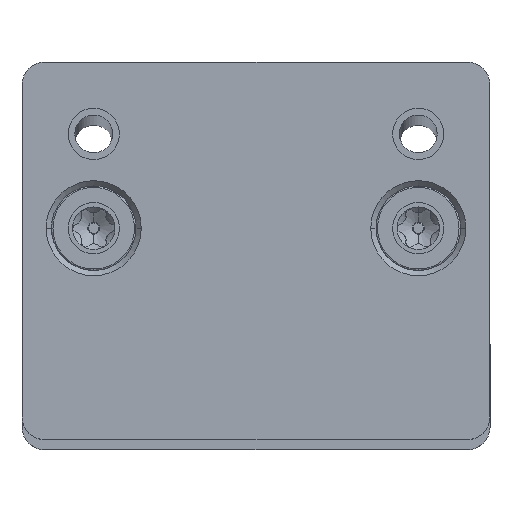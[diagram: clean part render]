
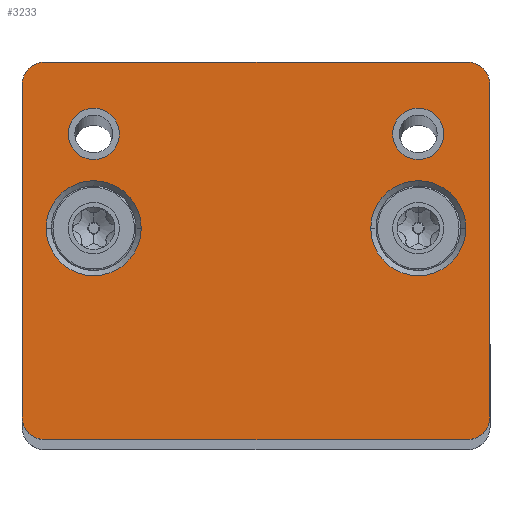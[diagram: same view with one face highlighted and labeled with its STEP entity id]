
A CAD part, top view. The second image highlights one B-rep face of the part: STEP entity #3233.
In plain terms, the highlighted face is planar.
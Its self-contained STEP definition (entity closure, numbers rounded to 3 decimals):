
#88 = CARTESIAN_POINT ( 'NONE',  ( 14., 195., 12.5 ) ) ;
#485 = EDGE_CURVE ( 'NONE', #12617, #19928, #20218, .T. ) ;
#542 = DIRECTION ( 'NONE',  ( 0., 1., 0. ) ) ;
#570 = EDGE_CURVE ( 'NONE', #19928, #12617, #1643, .T. ) ;
#607 = CARTESIAN_POINT ( 'NONE',  ( 15.5, 195., -11. ) ) ;
#634 = CARTESIAN_POINT ( 'NONE',  ( 14., 195., -12.5 ) ) ;
#720 = EDGE_CURVE ( 'NONE', #8600, #4745, #9693, .T. ) ;
#852 = VERTEX_POINT ( 'NONE', #7760 ) ;
#859 = DIRECTION ( 'NONE',  ( -1., 0., 0. ) ) ;
#991 = CARTESIAN_POINT ( 'NONE',  ( 13.9, 195., -1.5 ) ) ;
#1348 = CARTESIAN_POINT ( 'NONE',  ( 10.75, 195., -7.75 ) ) ;
#1410 = VERTEX_POINT ( 'NONE', #88 ) ;
#1643 = CIRCLE ( 'NONE', #2761, 3.15 ) ;
#1684 = CARTESIAN_POINT ( 'NONE',  ( 15.5, 195., 11. ) ) ;
#1803 = DIRECTION ( 'NONE',  ( 0., 1., 0. ) ) ;
#1886 = ORIENTED_EDGE ( 'NONE', *, *, #4178, .F. ) ;
#2051 = VECTOR ( 'NONE', #16127, 1000. ) ;
#2088 = PLANE ( 'NONE',  #17711 ) ;
#2116 = CARTESIAN_POINT ( 'NONE',  ( -14., 195., 11. ) ) ;
#2126 = EDGE_LOOP ( 'NONE', ( #14916, #6998 ) ) ;
#2558 = EDGE_CURVE ( 'NONE', #8987, #5315, #12362, .T. ) ;
#2696 = EDGE_LOOP ( 'NONE', ( #10787, #9365 ) ) ;
#2761 = AXIS2_PLACEMENT_3D ( 'NONE', #10117, #15241, #17060 ) ;
#2846 = CARTESIAN_POINT ( 'NONE',  ( -10.75, 195., -1.5 ) ) ;
#2922 = CARTESIAN_POINT ( 'NONE',  ( 7.6, 195., -1.5 ) ) ;
#3038 = EDGE_CURVE ( 'NONE', #1410, #20676, #4056, .T. ) ;
#3233 = ADVANCED_FACE ( 'NONE', ( #6771, #22370, #17458, #12000, #13694 ), #2088, .T. ) ;
#3368 = DIRECTION ( 'NONE',  ( 1., 0., 0. ) ) ;
#3445 = CARTESIAN_POINT ( 'NONE',  ( -15.5, 195., -12.5 ) ) ;
#3482 = EDGE_LOOP ( 'NONE', ( #21095, #5727, #14547, #17828, #11214, #18230, #5493, #15617 ) ) ;
#3878 = DIRECTION ( 'NONE',  ( -1., 0., 0. ) ) ;
#4056 = LINE ( 'NONE', #11226, #2051 ) ;
#4104 = CARTESIAN_POINT ( 'NONE',  ( 10.75, 195., -1.5 ) ) ;
#4178 = EDGE_CURVE ( 'NONE', #852, #18501, #19997, .T. ) ;
#4211 = AXIS2_PLACEMENT_3D ( 'NONE', #2846, #16516, #6163 ) ;
#4436 = DIRECTION ( 'NONE',  ( 0., 1., 0. ) ) ;
#4602 = EDGE_CURVE ( 'NONE', #7029, #19725, #11992, .T. ) ;
#4745 = VERTEX_POINT ( 'NONE', #13582 ) ;
#4915 = EDGE_CURVE ( 'NONE', #6586, #22523, #15745, .T. ) ;
#4948 = DIRECTION ( 'NONE',  ( 0., 1., 0. ) ) ;
#5315 = VERTEX_POINT ( 'NONE', #2922 ) ;
#5420 = DIRECTION ( 'NONE',  ( -1., 0., 0. ) ) ;
#5427 = DIRECTION ( 'NONE',  ( -1., 0., 0. ) ) ;
#5493 = ORIENTED_EDGE ( 'NONE', *, *, #3038, .F. ) ;
#5727 = ORIENTED_EDGE ( 'NONE', *, *, #4602, .T. ) ;
#6067 = ORIENTED_EDGE ( 'NONE', *, *, #720, .F. ) ;
#6163 = DIRECTION ( 'NONE',  ( -1., 0., 0. ) ) ;
#6271 = VECTOR ( 'NONE', #3368, 1000. ) ;
#6433 = AXIS2_PLACEMENT_3D ( 'NONE', #2116, #18160, #14284 ) ;
#6586 = VERTEX_POINT ( 'NONE', #16396 ) ;
#6735 = EDGE_CURVE ( 'NONE', #8072, #19725, #13720, .T. ) ;
#6766 = CARTESIAN_POINT ( 'NONE',  ( -9.05, 195., -7.75 ) ) ;
#6771 = FACE_OUTER_BOUND ( 'NONE', #3482, .T. ) ;
#6773 = AXIS2_PLACEMENT_3D ( 'NONE', #10469, #1803, #8766 ) ;
#6936 = DIRECTION ( 'NONE',  ( -1., 0., 0. ) ) ;
#6998 = ORIENTED_EDGE ( 'NONE', *, *, #485, .F. ) ;
#7029 = VERTEX_POINT ( 'NONE', #607 ) ;
#7127 = DIRECTION ( 'NONE',  ( 0., 1., 0. ) ) ;
#7303 = VECTOR ( 'NONE', #22599, 1000. ) ;
#7546 = DIRECTION ( 'NONE',  ( 0., 0., 1. ) ) ;
#7760 = CARTESIAN_POINT ( 'NONE',  ( -12.45, 195., -7.75 ) ) ;
#7918 = CARTESIAN_POINT ( 'NONE',  ( -14., 195., 12.5 ) ) ;
#8072 = VERTEX_POINT ( 'NONE', #12098 ) ;
#8596 = CIRCLE ( 'NONE', #20946, 3.15 ) ;
#8600 = VERTEX_POINT ( 'NONE', #15380 ) ;
#8766 = DIRECTION ( 'NONE',  ( -1., 0., 0. ) ) ;
#8972 = DIRECTION ( 'NONE',  ( 0., 1., 0. ) ) ;
#8987 = VERTEX_POINT ( 'NONE', #991 ) ;
#9365 = ORIENTED_EDGE ( 'NONE', *, *, #2558, .F. ) ;
#9444 = AXIS2_PLACEMENT_3D ( 'NONE', #17220, #4948, #19050 ) ;
#9693 = CIRCLE ( 'NONE', #6773, 1.7 ) ;
#9923 = DIRECTION ( 'NONE',  ( -1., 0., 0. ) ) ;
#10117 = CARTESIAN_POINT ( 'NONE',  ( -10.75, 195., -1.5 ) ) ;
#10185 = AXIS2_PLACEMENT_3D ( 'NONE', #4104, #542, #3878 ) ;
#10469 = CARTESIAN_POINT ( 'NONE',  ( 10.75, 195., -7.75 ) ) ;
#10787 = ORIENTED_EDGE ( 'NONE', *, *, #18126, .F. ) ;
#11034 = AXIS2_PLACEMENT_3D ( 'NONE', #18138, #20405, #16531 ) ;
#11189 = EDGE_CURVE ( 'NONE', #8072, #22523, #22312, .T. ) ;
#11214 = ORIENTED_EDGE ( 'NONE', *, *, #4915, .F. ) ;
#11226 = CARTESIAN_POINT ( 'NONE',  ( -15.5, 195., 12.5 ) ) ;
#11322 = AXIS2_PLACEMENT_3D ( 'NONE', #14771, #4436, #859 ) ;
#11992 = CIRCLE ( 'NONE', #13100, 1.5 ) ;
#12000 = FACE_BOUND ( 'NONE', #2696, .T. ) ;
#12098 = CARTESIAN_POINT ( 'NONE',  ( -14., 195., -12.5 ) ) ;
#12362 = CIRCLE ( 'NONE', #10185, 3.15 ) ;
#12481 = CARTESIAN_POINT ( 'NONE',  ( 10.75, 195., -1.5 ) ) ;
#12617 = VERTEX_POINT ( 'NONE', #15310 ) ;
#13100 = AXIS2_PLACEMENT_3D ( 'NONE', #19341, #8972, #6936 ) ;
#13153 = EDGE_CURVE ( 'NONE', #7029, #21899, #16186, .T. ) ;
#13274 = VECTOR ( 'NONE', #7546, 1000. ) ;
#13582 = CARTESIAN_POINT ( 'NONE',  ( 9.05, 195., -7.75 ) ) ;
#13694 = FACE_BOUND ( 'NONE', #2126, .T. ) ;
#13720 = LINE ( 'NONE', #17254, #6271 ) ;
#13825 = CIRCLE ( 'NONE', #11322, 1.7 ) ;
#14049 = CARTESIAN_POINT ( 'NONE',  ( 14., 195., 11. ) ) ;
#14284 = DIRECTION ( 'NONE',  ( -1., 0., 0. ) ) ;
#14547 = ORIENTED_EDGE ( 'NONE', *, *, #6735, .F. ) ;
#14771 = CARTESIAN_POINT ( 'NONE',  ( -10.75, 195., -7.75 ) ) ;
#14916 = ORIENTED_EDGE ( 'NONE', *, *, #570, .F. ) ;
#15143 = DIRECTION ( 'NONE',  ( 0., 1., 0. ) ) ;
#15241 = DIRECTION ( 'NONE',  ( 0., 1., 0. ) ) ;
#15310 = CARTESIAN_POINT ( 'NONE',  ( -7.6, 195., -1.5 ) ) ;
#15380 = CARTESIAN_POINT ( 'NONE',  ( 12.45, 195., -7.75 ) ) ;
#15525 = CIRCLE ( 'NONE', #18462, 1.7 ) ;
#15617 = ORIENTED_EDGE ( 'NONE', *, *, #18803, .T. ) ;
#15745 = LINE ( 'NONE', #3445, #7303 ) ;
#15832 = EDGE_LOOP ( 'NONE', ( #21426, #6067 ) ) ;
#16127 = DIRECTION ( 'NONE',  ( -1., 0., 0. ) ) ;
#16186 = LINE ( 'NONE', #16302, #13274 ) ;
#16302 = CARTESIAN_POINT ( 'NONE',  ( 15.5, 195., -12.5 ) ) ;
#16396 = CARTESIAN_POINT ( 'NONE',  ( -15.5, 195., 11. ) ) ;
#16516 = DIRECTION ( 'NONE',  ( 0., 1., 0. ) ) ;
#16531 = DIRECTION ( 'NONE',  ( -1., 0., 0. ) ) ;
#17060 = DIRECTION ( 'NONE',  ( -1., 0., 0. ) ) ;
#17220 = CARTESIAN_POINT ( 'NONE',  ( -10.75, 195., -7.75 ) ) ;
#17254 = CARTESIAN_POINT ( 'NONE',  ( -15.5, 195., -12.5 ) ) ;
#17324 = AXIS2_PLACEMENT_3D ( 'NONE', #14049, #21018, #5427 ) ;
#17458 = FACE_BOUND ( 'NONE', #20488, .T. ) ;
#17711 = AXIS2_PLACEMENT_3D ( 'NONE', #19062, #22488, #20879 ) ;
#17828 = ORIENTED_EDGE ( 'NONE', *, *, #11189, .T. ) ;
#18126 = EDGE_CURVE ( 'NONE', #5315, #8987, #8596, .T. ) ;
#18138 = CARTESIAN_POINT ( 'NONE',  ( -14., 195., -11. ) ) ;
#18160 = DIRECTION ( 'NONE',  ( 0., 1., 0. ) ) ;
#18230 = ORIENTED_EDGE ( 'NONE', *, *, #18824, .T. ) ;
#18462 = AXIS2_PLACEMENT_3D ( 'NONE', #1348, #15143, #9923 ) ;
#18501 = VERTEX_POINT ( 'NONE', #6766 ) ;
#18803 = EDGE_CURVE ( 'NONE', #1410, #21899, #21716, .T. ) ;
#18824 = EDGE_CURVE ( 'NONE', #6586, #20676, #22071, .T. ) ;
#19050 = DIRECTION ( 'NONE',  ( -1., 0., 0. ) ) ;
#19062 = CARTESIAN_POINT ( 'NONE',  ( 0., 195., 0. ) ) ;
#19292 = CARTESIAN_POINT ( 'NONE',  ( -15.5, 195., -11. ) ) ;
#19341 = CARTESIAN_POINT ( 'NONE',  ( 14., 195., -11. ) ) ;
#19403 = EDGE_CURVE ( 'NONE', #4745, #8600, #15525, .T. ) ;
#19725 = VERTEX_POINT ( 'NONE', #634 ) ;
#19928 = VERTEX_POINT ( 'NONE', #20478 ) ;
#19997 = CIRCLE ( 'NONE', #9444, 1.7 ) ;
#20218 = CIRCLE ( 'NONE', #4211, 3.15 ) ;
#20405 = DIRECTION ( 'NONE',  ( 0., 1., 0. ) ) ;
#20478 = CARTESIAN_POINT ( 'NONE',  ( -13.9, 195., -1.5 ) ) ;
#20488 = EDGE_LOOP ( 'NONE', ( #1886, #21432 ) ) ;
#20676 = VERTEX_POINT ( 'NONE', #7918 ) ;
#20879 = DIRECTION ( 'NONE',  ( 0., 0., -1. ) ) ;
#20946 = AXIS2_PLACEMENT_3D ( 'NONE', #12481, #7127, #5420 ) ;
#21018 = DIRECTION ( 'NONE',  ( 0., 1., 0. ) ) ;
#21095 = ORIENTED_EDGE ( 'NONE', *, *, #13153, .F. ) ;
#21426 = ORIENTED_EDGE ( 'NONE', *, *, #19403, .F. ) ;
#21432 = ORIENTED_EDGE ( 'NONE', *, *, #22214, .F. ) ;
#21716 = CIRCLE ( 'NONE', #17324, 1.5 ) ;
#21899 = VERTEX_POINT ( 'NONE', #1684 ) ;
#22071 = CIRCLE ( 'NONE', #6433, 1.5 ) ;
#22214 = EDGE_CURVE ( 'NONE', #18501, #852, #13825, .T. ) ;
#22312 = CIRCLE ( 'NONE', #11034, 1.5 ) ;
#22370 = FACE_BOUND ( 'NONE', #15832, .T. ) ;
#22488 = DIRECTION ( 'NONE',  ( 0., 1., 0. ) ) ;
#22523 = VERTEX_POINT ( 'NONE', #19292 ) ;
#22599 = DIRECTION ( 'NONE',  ( 0., 0., -1. ) ) ;
